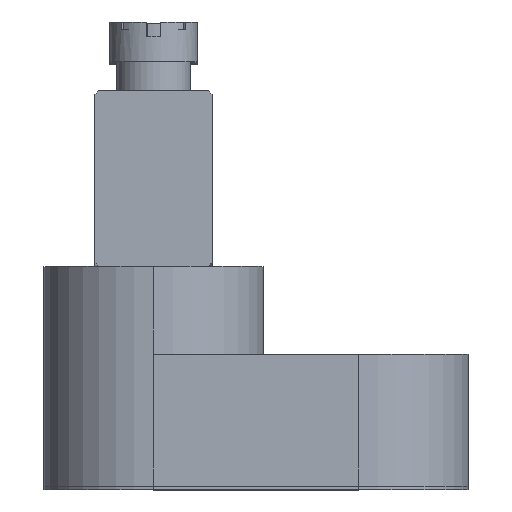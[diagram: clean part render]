
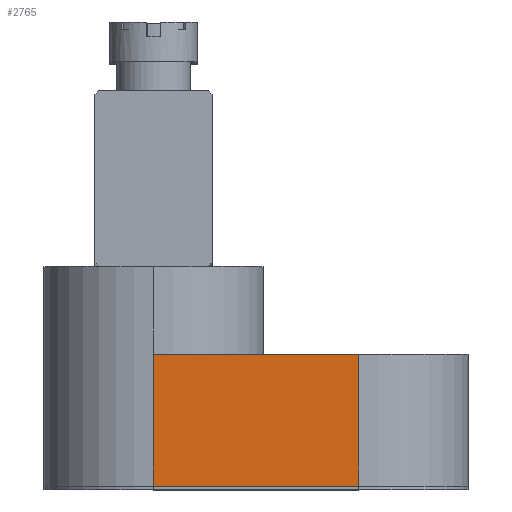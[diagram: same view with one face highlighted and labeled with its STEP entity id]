
A CAD part, top view. The second image highlights one B-rep face of the part: STEP entity #2765.
In plain terms, the highlighted planar face has unit normal (0, 0, 1).
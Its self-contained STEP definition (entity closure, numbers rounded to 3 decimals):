
#442 = VERTEX_POINT ( 'NONE', #3506 ) ;
#537 = VERTEX_POINT ( 'NONE', #2620 ) ;
#1180 = EDGE_CURVE ( 'NONE', #1865, #7309, #3056, .T. ) ;
#1193 = EDGE_CURVE ( 'NONE', #537, #7309, #4708, .T. ) ;
#1197 = EDGE_CURVE ( 'NONE', #442, #537, #1295, .T. ) ;
#1212 = EDGE_CURVE ( 'NONE', #442, #1865, #7636, .T. ) ;
#1295 = LINE ( 'NONE', #4298, #7336 ) ;
#1540 = VECTOR ( 'NONE', #4396, 1000. ) ;
#1785 = AXIS2_PLACEMENT_3D ( 'NONE', #4023, #3985, #3977 ) ;
#1865 = VERTEX_POINT ( 'NONE', #7905 ) ;
#2620 = CARTESIAN_POINT ( 'NONE',  ( -7., 9., 7.5 ) ) ;
#2765 = ADVANCED_FACE ( 'NONE', ( #8228 ), #4009, .F. ) ;
#2845 = EDGE_LOOP ( 'NONE', ( #5898, #5912, #5919, #5927 ) ) ;
#3056 = LINE ( 'NONE', #4403, #3496 ) ;
#3496 = VECTOR ( 'NONE', #4458, 1000. ) ;
#3506 = CARTESIAN_POINT ( 'NONE',  ( -7., 0., 7.5 ) ) ;
#3977 = DIRECTION ( 'NONE',  ( -1., 0., 0. ) ) ;
#3985 = DIRECTION ( 'NONE',  ( 0., 0., -1. ) ) ;
#4009 = PLANE ( 'NONE',  #1785 ) ;
#4013 = DIRECTION ( 'NONE',  ( 1., 0., 0. ) ) ;
#4019 = CARTESIAN_POINT ( 'NONE',  ( -14.5, 0., 7.5 ) ) ;
#4023 = CARTESIAN_POINT ( 'NONE',  ( -14.5, 9., 7.5 ) ) ;
#4298 = CARTESIAN_POINT ( 'NONE',  ( -7., -10.607, 7.5 ) ) ;
#4323 = DIRECTION ( 'NONE',  ( 0., 1., 0. ) ) ;
#4396 = DIRECTION ( 'NONE',  ( 1., 0., 0. ) ) ;
#4403 = CARTESIAN_POINT ( 'NONE',  ( 7., -10.607, 7.5 ) ) ;
#4458 = DIRECTION ( 'NONE',  ( 0., 1., 0. ) ) ;
#4486 = CARTESIAN_POINT ( 'NONE',  ( -14.5, 9., 7.5 ) ) ;
#4708 = LINE ( 'NONE', #4486, #1540 ) ;
#5898 = ORIENTED_EDGE ( 'NONE', *, *, #1180, .T. ) ;
#5912 = ORIENTED_EDGE ( 'NONE', *, *, #1193, .F. ) ;
#5919 = ORIENTED_EDGE ( 'NONE', *, *, #1197, .F. ) ;
#5927 = ORIENTED_EDGE ( 'NONE', *, *, #1212, .T. ) ;
#7000 = CARTESIAN_POINT ( 'NONE',  ( 7., 9., 7.5 ) ) ;
#7309 = VERTEX_POINT ( 'NONE', #7000 ) ;
#7336 = VECTOR ( 'NONE', #4323, 1000. ) ;
#7636 = LINE ( 'NONE', #4019, #8289 ) ;
#7905 = CARTESIAN_POINT ( 'NONE',  ( 7., 0., 7.5 ) ) ;
#8228 = FACE_OUTER_BOUND ( 'NONE', #2845, .T. ) ;
#8289 = VECTOR ( 'NONE', #4013, 1000. ) ;
